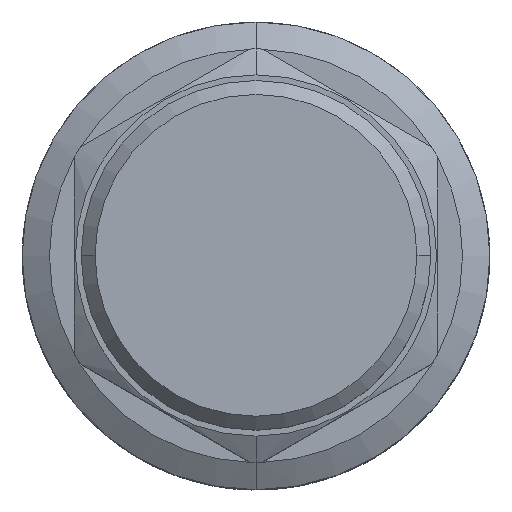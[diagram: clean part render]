
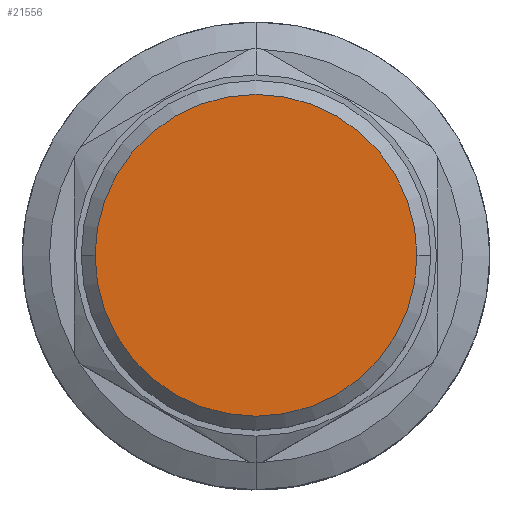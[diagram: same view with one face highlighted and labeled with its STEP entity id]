
A CAD part, top view. The second image highlights one B-rep face of the part: STEP entity #21556.
In plain terms, the highlighted planar face has unit normal (0, 0, 1).
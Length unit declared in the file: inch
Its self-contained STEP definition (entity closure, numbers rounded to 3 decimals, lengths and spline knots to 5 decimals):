
#10189=CARTESIAN_POINT('',(0.,0.,9.095));
#10190=DIRECTION('',(0.,0.,1.));
#10191=DIRECTION('',(-1.,0.,0.));
#10192=AXIS2_PLACEMENT_3D('',#10189,#10190,#10191);
#10207=CARTESIAN_POINT('',(0.,0.,9.095));
#10208=DIRECTION('',(0.,0.,-1.));
#10209=DIRECTION('',(-1.,0.,0.));
#10210=AXIS2_PLACEMENT_3D('',#10207,#10208,#10209);
#11199=CARTESIAN_POINT('',(-0.719,0.,9.095));
#11200=CARTESIAN_POINT('',(0.719,0.,9.095));
#11201=VERTEX_POINT('',#11199);
#11202=VERTEX_POINT('',#11200);
#21546=CARTESIAN_POINT('',(0.,0.,9.095));
#21547=DIRECTION('',(0.,0.,-1.));
#21548=DIRECTION('',(1.,0.,0.));
#21549=AXIS2_PLACEMENT_3D('',#21546,#21547,#21548);
#21550=PLANE('',#21549);
#21551=ORIENTED_EDGE('',*,*,#21536,.F.);
#21553=ORIENTED_EDGE('',*,*,#21552,.T.);
#21554=EDGE_LOOP('',(#21551,#21553));
#21555=FACE_OUTER_BOUND('',#21554,.F.);
#21556=ADVANCED_FACE('',(#21555),#21550,.F.);
#10193=CIRCLE('',#10192,0.719);
#10211=CIRCLE('',#10210,0.719);
#21536=EDGE_CURVE('',#11201,#11202,#10193,.T.);
#21552=EDGE_CURVE('',#11201,#11202,#10211,.T.);
